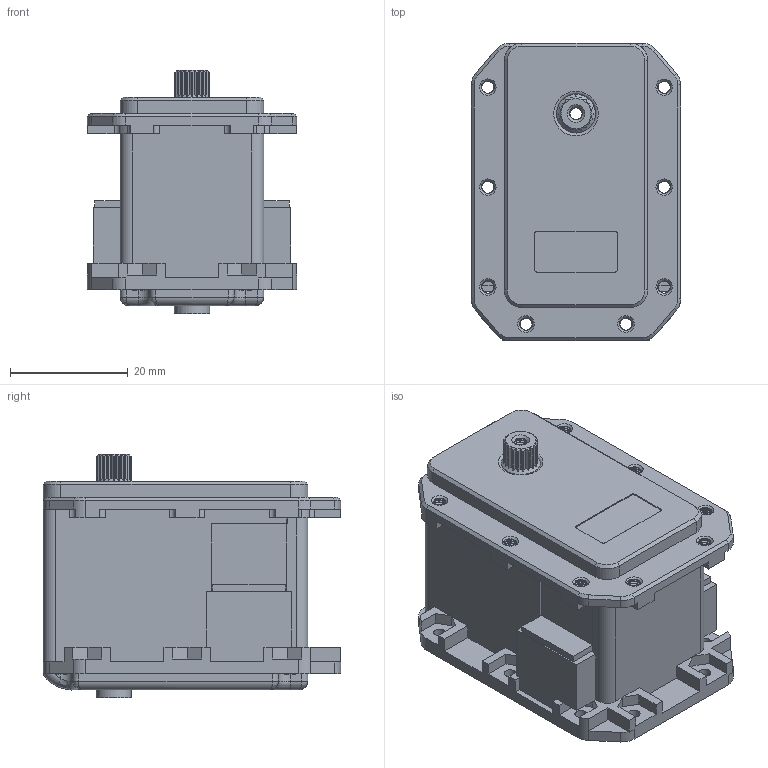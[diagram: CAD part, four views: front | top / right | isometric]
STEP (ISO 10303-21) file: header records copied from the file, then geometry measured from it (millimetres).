
FILE_DESCRIPTION(/* description */ (''),/* implementation_level */ '2;1');
FILE_NAME(/* name */ 'MX-28AT_AR_v9.step',/* time_stamp */ '2023-01-28T13:11:20-08:00',/* author */ (''),/* organization */ (''),/* preprocessor_version */ 'ST-DEVELOPER v19.2',/* originating_system */ 'Autodesk Translation Framework v11.17.0.187',/* authorisation */ '');
FILE_SCHEMA (('AUTOMOTIVE_DESIGN { 1 0 10303 214 3 1 1 }'));
Length unit declared in the file: millimetre
Products named in the file (10): MX-28AT_AR; fasteners; M2 x 3 JIS; M2 x 3 JIS_1; M2 x 3 JIS_2; M2 x 3 JIS_3; 94387A511_JIS Steel Pan Head Screws; body; led; drive
Assembly tree (12 placements, depth 4):
  MX-28AT_AR
    fasteners
      M2 x 3 JIS
        94387A511_JIS Steel Pan Head Screws
      M2 x 3 JIS_1
        94387A511_JIS Steel Pan Head Screws
      M2 x 3 JIS_2
        94387A511_JIS Steel Pan Head Screws
      M2 x 3 JIS_3
        94387A511_JIS Steel Pan Head Screws
    body
    led
    drive
Bounding box: 35.6 x 50.6 x 41.45 mm (x, y, z)
Volume: 42988.7 mm3; surface area: 12826.9 mm2
Topology: 7 solids, 7 shells, 841 faces, 2346 edges, 1529 vertices
Faces by surface type: cylinder 370, plane 348, cone 47, bspline 41, torus 27, sphere 8
Full cylindrical faces by diameter (mm): 2.05 x8, 2.075 x42, 2.58 x14, 3.2 x1, 3.75 x4, 6 x1, 6.6 x2, 8 x1, 13 x1
Entity records: 36139 total; most frequent: CARTESIAN_POINT 19074, ORIENTED_EDGE 3882, DIRECTION 3025, EDGE_CURVE 1941, VERTEX_POINT 1265, AXIS2_PLACEMENT_3D 1037, LINE 951, VECTOR 951
